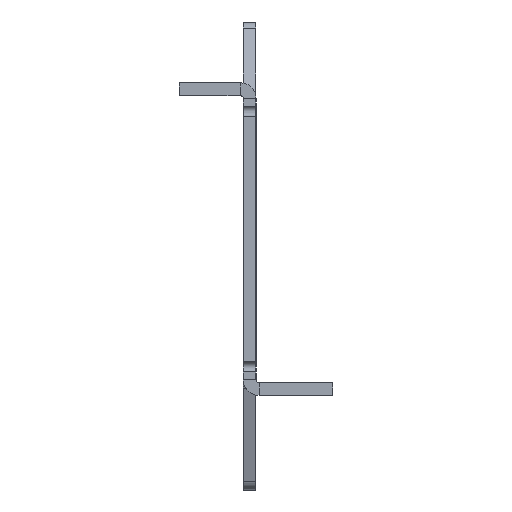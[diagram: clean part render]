
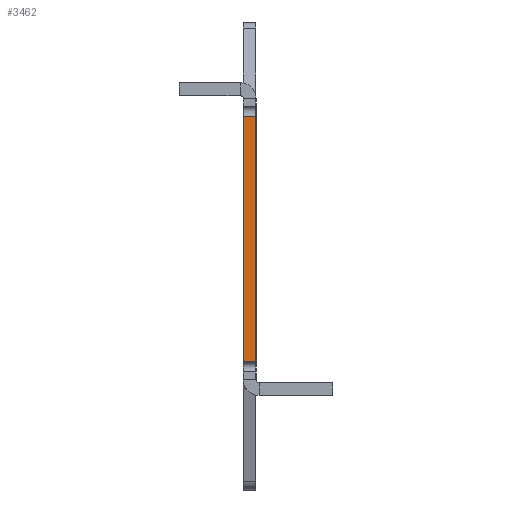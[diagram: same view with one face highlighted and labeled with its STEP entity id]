
A CAD part, left-side view. The second image highlights one B-rep face of the part: STEP entity #3462.
In plain terms, the highlighted planar face has unit normal (-1, 0, 0).
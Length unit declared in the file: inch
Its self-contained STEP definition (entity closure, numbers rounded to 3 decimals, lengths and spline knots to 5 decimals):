
#52=PLANE('',#3912);
#558=FACE_OUTER_BOUND('',#1064,.T.);
#1064=EDGE_LOOP('',(#3115,#3116,#3117,#3118));
#1094=LINE('',#5575,#1230);
#1112=LINE('',#5634,#1248);
#1175=LINE('',#5797,#1311);
#1177=LINE('',#5800,#1313);
#1230=VECTOR('',#4644,2.4);
#1248=VECTOR('',#4686,2.4);
#1311=VECTOR('',#4839,0.125);
#1313=VECTOR('',#4843,0.125);
#1861=VERTEX_POINT('',#5572);
#1862=VERTEX_POINT('',#5574);
#1890=VERTEX_POINT('',#5631);
#1891=VERTEX_POINT('',#5633);
#2201=EDGE_CURVE('',#1862,#1861,#1094,.T.);
#2230=EDGE_CURVE('',#1890,#1891,#1112,.T.);
#2315=EDGE_CURVE('',#1861,#1891,#1175,.T.);
#2317=EDGE_CURVE('',#1862,#1890,#1177,.T.);
#3115=ORIENTED_EDGE('',*,*,#2317,.F.);
#3116=ORIENTED_EDGE('',*,*,#2201,.T.);
#3117=ORIENTED_EDGE('',*,*,#2315,.T.);
#3118=ORIENTED_EDGE('',*,*,#2230,.F.);
#3462=ADVANCED_FACE('',(#558),#52,.T.);
#3912=AXIS2_PLACEMENT_3D('',#5857,#4929,#4930);
#4644=DIRECTION('',(0.,0.,-1.));
#4686=DIRECTION('',(0.,0.,-1.));
#4839=DIRECTION('',(0.,-1.,0.));
#4843=DIRECTION('',(0.,-1.,0.));
#4929=DIRECTION('center_axis',(-1.,0.,0.));
#4930=DIRECTION('ref_axis',(0.,0.,-1.));
#5572=CARTESIAN_POINT('',(2.,0.125,-2.575));
#5574=CARTESIAN_POINT('',(2.,0.125,-0.175));
#5575=CARTESIAN_POINT('',(2.,0.125,-2.75));
#5631=CARTESIAN_POINT('',(2.,0.,-0.175));
#5633=CARTESIAN_POINT('',(2.,0.,-2.575));
#5634=CARTESIAN_POINT('',(2.,0.,-2.75));
#5797=CARTESIAN_POINT('',(2.,0.125,-2.575));
#5800=CARTESIAN_POINT('',(2.,0.125,-0.175));
#5857=CARTESIAN_POINT('Origin',(2.,0.125,-2.75));
